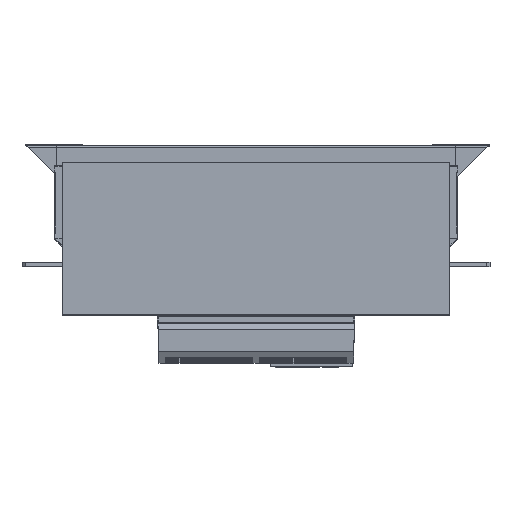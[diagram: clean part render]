
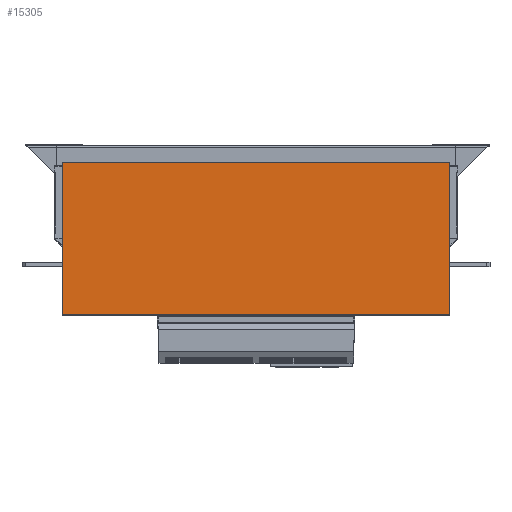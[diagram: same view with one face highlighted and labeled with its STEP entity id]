
A CAD part, left-side view. The second image highlights one B-rep face of the part: STEP entity #15305.
In plain terms, the highlighted planar face has unit normal (-1, 0, 0).
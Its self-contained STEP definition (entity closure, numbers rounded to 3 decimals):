
#1181 = DIRECTION ( 'NONE',  ( 0., 0., -1. ) ) ;
#4357 = VERTEX_POINT ( 'NONE', #21277 ) ;
#12779 = VECTOR ( 'NONE', #1181, 1000. ) ;
#15305 = ADVANCED_FACE ( 'NONE', ( #71135 ), #56327, .T. ) ;
#15579 = VECTOR ( 'NONE', #77647, 1000. ) ;
#17690 = ORIENTED_EDGE ( 'NONE', *, *, #95762, .F. ) ;
#18432 = CARTESIAN_POINT ( 'NONE',  ( 194.84, -98.287, -105.057 ) ) ;
#21275 = AXIS2_PLACEMENT_3D ( 'NONE', #18432, #66973, #49608 ) ;
#21277 = CARTESIAN_POINT ( 'NONE',  ( 194.84, 588.713, 166.929 ) ) ;
#22608 = CARTESIAN_POINT ( 'NONE',  ( 194.84, 588.713, -103.557 ) ) ;
#24908 = DIRECTION ( 'NONE',  ( 0., -1., 0. ) ) ;
#26892 = LINE ( 'NONE', #95291, #91003 ) ;
#27709 = VERTEX_POINT ( 'NONE', #46211 ) ;
#28776 = EDGE_CURVE ( 'NONE', #42768, #27709, #83471, .T. ) ;
#41302 = ORIENTED_EDGE ( 'NONE', *, *, #28776, .F. ) ;
#42768 = VERTEX_POINT ( 'NONE', #74395 ) ;
#44552 = EDGE_LOOP ( 'NONE', ( #59253, #47106, #41302, #17690 ) ) ;
#46211 = CARTESIAN_POINT ( 'NONE',  ( 194.84, -98.287, -103.557 ) ) ;
#47106 = ORIENTED_EDGE ( 'NONE', *, *, #52303, .T. ) ;
#47979 = CARTESIAN_POINT ( 'NONE',  ( 194.84, 588.713, -90.057 ) ) ;
#49608 = DIRECTION ( 'NONE',  ( 0., 0., 1. ) ) ;
#52303 = EDGE_CURVE ( 'NONE', #71611, #27709, #26892, .T. ) ;
#56327 = PLANE ( 'NONE',  #21275 ) ;
#59253 = ORIENTED_EDGE ( 'NONE', *, *, #84744, .T. ) ;
#62398 = CARTESIAN_POINT ( 'NONE',  ( 194.84, 588.713, 166.929 ) ) ;
#66973 = DIRECTION ( 'NONE',  ( -1., 0., 0. ) ) ;
#70018 = LINE ( 'NONE', #47979, #12779 ) ;
#71135 = FACE_OUTER_BOUND ( 'NONE', #44552, .T. ) ;
#71611 = VERTEX_POINT ( 'NONE', #22608 ) ;
#74395 = CARTESIAN_POINT ( 'NONE',  ( 194.84, -98.287, 166.929 ) ) ;
#75850 = CARTESIAN_POINT ( 'NONE',  ( 194.84, -98.287, -90.057 ) ) ;
#77647 = DIRECTION ( 'NONE',  ( 0., -1., 0. ) ) ;
#81436 = VECTOR ( 'NONE', #99244, 1000. ) ;
#83471 = LINE ( 'NONE', #75850, #81436 ) ;
#84744 = EDGE_CURVE ( 'NONE', #4357, #71611, #70018, .T. ) ;
#85262 = LINE ( 'NONE', #62398, #15579 ) ;
#91003 = VECTOR ( 'NONE', #24908, 1000. ) ;
#95291 = CARTESIAN_POINT ( 'NONE',  ( 194.84, 588.713, -103.557 ) ) ;
#95762 = EDGE_CURVE ( 'NONE', #4357, #42768, #85262, .T. ) ;
#99244 = DIRECTION ( 'NONE',  ( 0., 0., -1. ) ) ;
